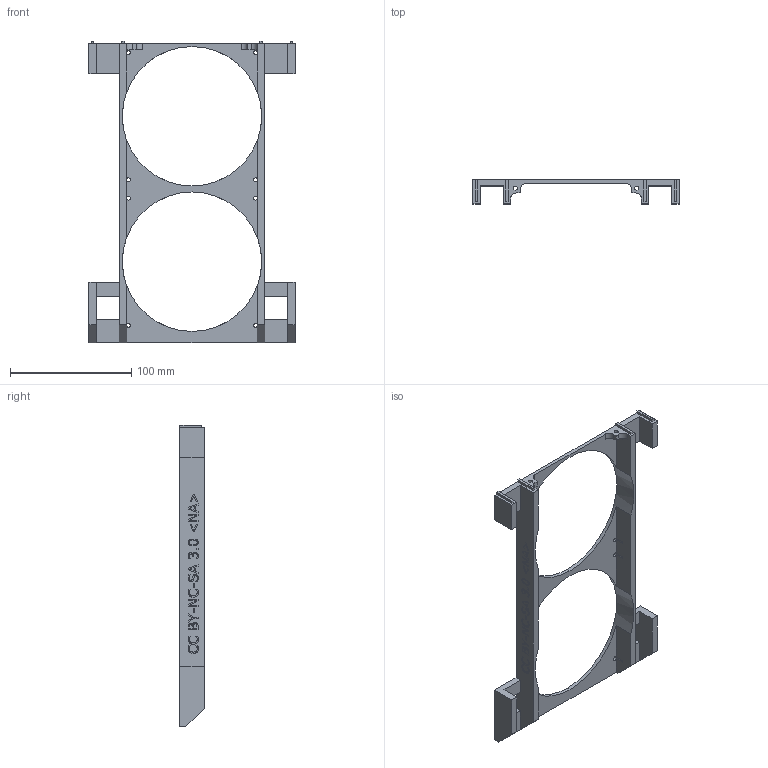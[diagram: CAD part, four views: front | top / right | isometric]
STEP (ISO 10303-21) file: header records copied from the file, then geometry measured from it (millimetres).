
FILE_DESCRIPTION (( 'STEP AP214' ), '1' );
FILE_NAME ('Fan Panel 1.STEP', '2023-02-26T20:56:28', ( '' ), ( '' ), 'SwSTEP 2.0', 'SolidWorks 2010', '' );
FILE_SCHEMA (( 'AUTOMOTIVE_DESIGN' ));
Length unit declared in the file: millimetre
Products named in the file (1): Fan Panel 1
Bounding box: 170.1 x 20 x 249 mm (x, y, z)
Volume: 97341.4 mm3; surface area: 52121.5 mm2
Topology: 1 solids, 1 shells, 341 faces, 983 edges, 654 vertices
Faces by surface type: plane 205, bspline 98, cylinder 30, cone 8
Entity records: 17473 total; most frequent: CARTESIAN_POINT 8793, ORIENTED_EDGE 1966, DIRECTION 1351, EDGE_CURVE 983, VECTOR 695, LINE 695, VERTEX_POINT 654, EDGE_LOOP 379
